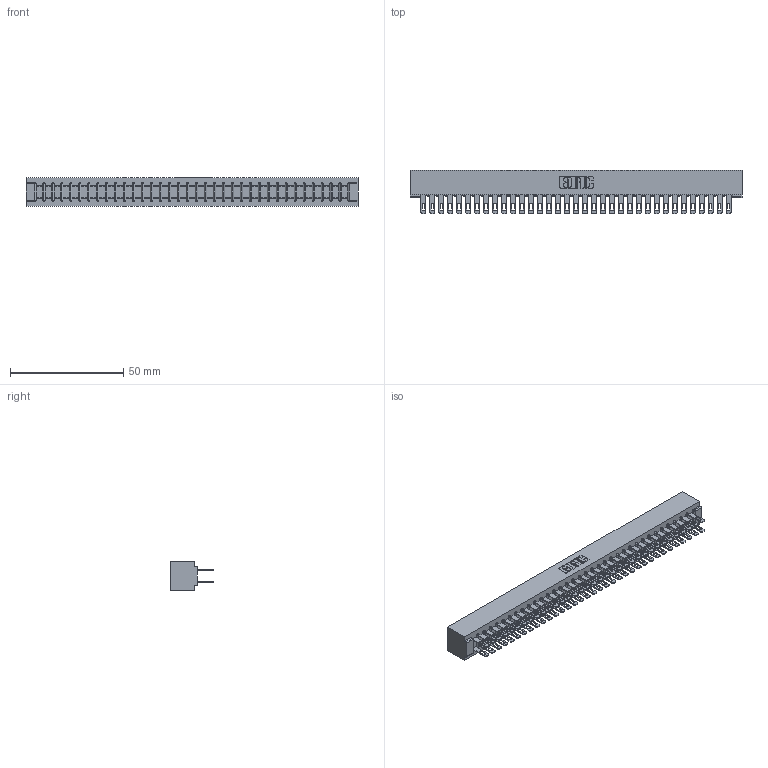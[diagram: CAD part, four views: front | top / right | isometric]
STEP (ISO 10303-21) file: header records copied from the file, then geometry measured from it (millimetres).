
FILE_DESCRIPTION (( 'STEP AP203' ), '1' );
FILE_NAME ('357-070-500-201.STEP', '2019-09-19T10:03:30', ( '' ), ( '' ), 'SwSTEP 2.0', 'SolidWorks 2016', '' );
FILE_SCHEMA (( 'CONFIG_CONTROL_DESIGN' ));
Length unit declared in the file: inch
Products named in the file (3): 307 Part_No Mounting Lugs; 307-290-001_500; 357-070-500-201
Assembly tree (71 placements, depth 2):
  357-070-500-201
    307 Part_No Mounting Lugs
    307-290-001_500  x70
Bounding box: 146.56 x 19.18 x 12.7 mm (x, y, z)
Volume: 16283.2 mm3; surface area: 21211.1 mm2
Topology: 71 solids, 71 shells, 3366 faces, 9399 edges, 6074 vertices
Faces by surface type: plane 2166, cylinder 1128, sphere 72
Entity records: 31684 total; most frequent: CARTESIAN_POINT 5179, ORIENTED_EDGE 5130, DIRECTION 5077, EDGE_CURVE 2565, LINE 1965, VECTOR 1965, VERTEX_POINT 1658, AXIS2_PLACEMENT_3D 1556
